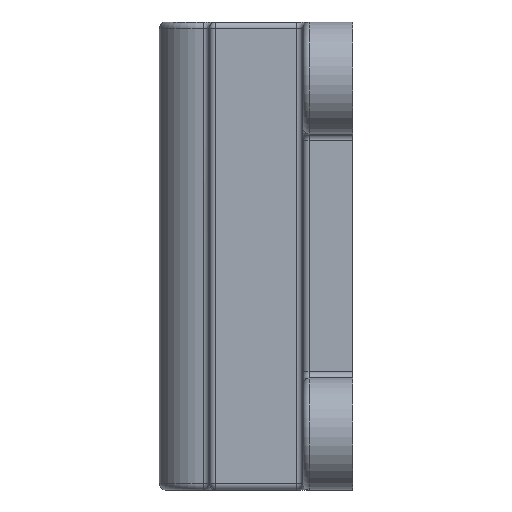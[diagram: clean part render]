
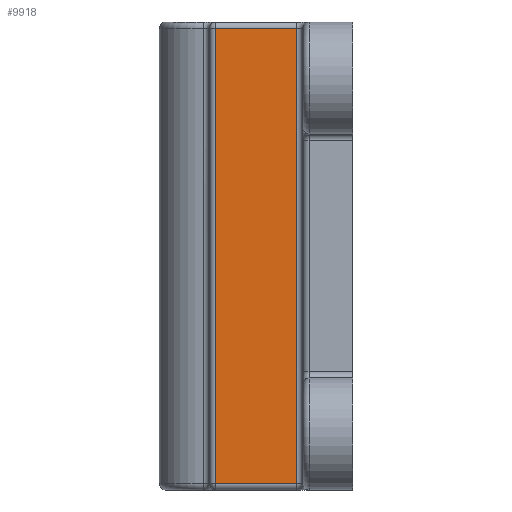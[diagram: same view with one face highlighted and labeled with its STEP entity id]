
A CAD part, left-side view. The second image highlights one B-rep face of the part: STEP entity #9918.
In plain terms, the highlighted planar face has unit normal (-1, 0, 0).
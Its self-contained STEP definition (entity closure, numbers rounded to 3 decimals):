
#6927=CARTESIAN_POINT('',(-62.5,9.,-36.5));
#6928=VERTEX_POINT('',#6927);
#7006=CARTESIAN_POINT('',(-62.5,22.,-36.5));
#7007=VERTEX_POINT('',#7006);
#7790=CARTESIAN_POINT('',(-62.5,9.,36.5));
#7791=VERTEX_POINT('',#7790);
#7807=CARTESIAN_POINT('',(-62.5,22.,36.5));
#7808=VERTEX_POINT('',#7807);
#7816=CARTESIAN_POINT('',(-62.5,9.,36.5));
#7817=DIRECTION('',(-0.,1.,0.));
#7818=VECTOR('',#7817,13.);
#7819=LINE('',#7816,#7818);
#7820=EDGE_CURVE('',#7791,#7808,#7819,.T.);
#8084=CARTESIAN_POINT('',(-62.5,9.,-36.5));
#8085=DIRECTION('',(0.,-0.,1.));
#8086=VECTOR('',#8085,73.);
#8087=LINE('',#8084,#8086);
#8088=EDGE_CURVE('',#6928,#7791,#8087,.T.);
#8488=CARTESIAN_POINT('',(-62.5,22.,36.5));
#8489=DIRECTION('',(0.,0.,-1.));
#8490=VECTOR('',#8489,73.);
#8491=LINE('',#8488,#8490);
#8492=EDGE_CURVE('',#7808,#7007,#8491,.T.);
#8752=CARTESIAN_POINT('',(-62.5,22.,-36.5));
#8753=DIRECTION('',(0.,-1.,0.));
#8754=VECTOR('',#8753,13.);
#8755=LINE('',#8752,#8754);
#8756=EDGE_CURVE('',#7007,#6928,#8755,.T.);
#9907=CARTESIAN_POINT('',(-62.5,8.,37.5));
#9908=DIRECTION('',(1.,0.,0.));
#9909=DIRECTION('',(0.,0.,-1.));
#9910=AXIS2_PLACEMENT_3D('',#9907,#9908,#9909);
#9911=PLANE('',#9910);
#9912=ORIENTED_EDGE('',*,*,#8756,.T.);
#9913=ORIENTED_EDGE('',*,*,#8088,.T.);
#9914=ORIENTED_EDGE('',*,*,#7820,.T.);
#9915=ORIENTED_EDGE('',*,*,#8492,.T.);
#9916=EDGE_LOOP('',(#9912,#9913,#9914,#9915));
#9917=FACE_BOUND('',#9916,.T.);
#9918=ADVANCED_FACE('',(#9917),#9911,.F.);
